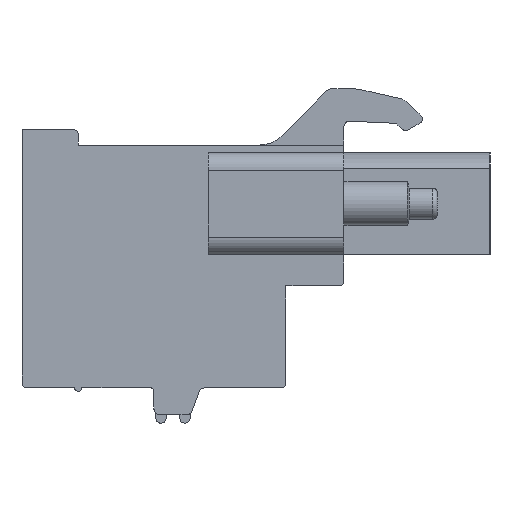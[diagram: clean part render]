
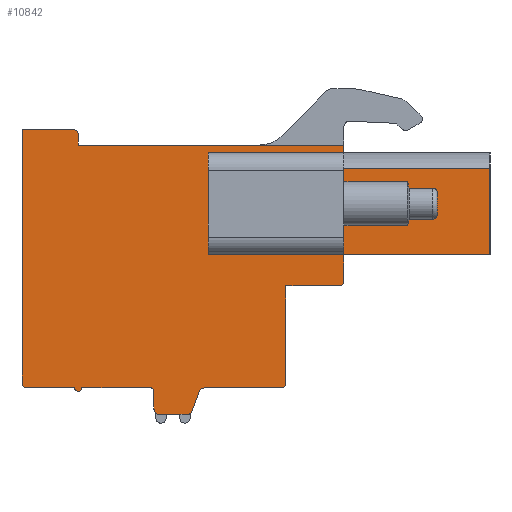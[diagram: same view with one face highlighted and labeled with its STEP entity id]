
A CAD part, left-side view. The second image highlights one B-rep face of the part: STEP entity #10842.
In plain terms, the highlighted planar face has unit normal (-1, 0, 0).
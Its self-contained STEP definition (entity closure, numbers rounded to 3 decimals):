
#1=DIRECTION('',(0.,-1.,0.));
#2=VECTOR('',#1,6.1);
#3=CARTESIAN_POINT('',(0.,2.04,0.73));
#4=LINE('',#3,#2);
#5=DIRECTION('',(0.,0.,1.));
#6=VECTOR('',#5,5.8);
#7=CARTESIAN_POINT('',(0.,-4.06,0.73));
#8=LINE('',#7,#6);
#9=DIRECTION('',(0.,1.,0.));
#10=VECTOR('',#9,6.1);
#11=CARTESIAN_POINT('',(0.,-4.06,6.53));
#12=LINE('',#11,#10);
#13=CARTESIAN_POINT('',(0.,-2.06,-6.54));
#14=DIRECTION('',(1.,0.,0.));
#15=DIRECTION('',(0.,-1.,0.));
#16=AXIS2_PLACEMENT_3D('',#13,#14,#15);
#18=DIRECTION('',(0.,1.,0.));
#19=VECTOR('',#18,4.34);
#20=CARTESIAN_POINT('',(0.,-2.06,-6.84));
#21=LINE('',#20,#19);
#22=CARTESIAN_POINT('',(0.,2.28,-7.14));
#23=DIRECTION('',(-1.,0.,0.));
#24=DIRECTION('',(0.,0.,1.));
#25=AXIS2_PLACEMENT_3D('',#22,#23,#24);
#27=DIRECTION('',(0.,0.345,-0.939));
#28=VECTOR('',#27,1.179);
#29=CARTESIAN_POINT('',(0.,2.562,-7.037));
#30=LINE('',#29,#28);
#31=CARTESIAN_POINT('',(0.,3.25,-8.04));
#32=DIRECTION('',(1.,0.,0.));
#33=DIRECTION('',(0.,-0.939,-0.345));
#34=AXIS2_PLACEMENT_3D('',#31,#32,#33);
#36=DIRECTION('',(0.,1.,0.));
#37=VECTOR('',#36,1.59);
#38=CARTESIAN_POINT('',(0.,3.25,-8.34));
#39=LINE('',#38,#37);
#40=CARTESIAN_POINT('',(0.,4.84,-8.04));
#41=DIRECTION('',(1.,0.,0.));
#42=DIRECTION('',(0.,0.,-1.));
#43=AXIS2_PLACEMENT_3D('',#40,#41,#42);
#45=DIRECTION('',(0.,0.,1.));
#46=VECTOR('',#45,1.);
#47=CARTESIAN_POINT('',(0.,5.14,-8.04));
#48=LINE('',#47,#46);
#49=CARTESIAN_POINT('',(0.,5.34,-7.04));
#50=DIRECTION('',(-1.,0.,0.));
#51=DIRECTION('',(0.,-1.,0.));
#52=AXIS2_PLACEMENT_3D('',#49,#50,#51);
#54=DIRECTION('',(0.,1.,0.));
#55=VECTOR('',#54,3.9);
#56=CARTESIAN_POINT('',(0.,5.34,-6.84));
#57=LINE('',#56,#55);
#58=CARTESIAN_POINT('',(0.,9.44,-6.84));
#59=DIRECTION('',(1.,0.,0.));
#60=DIRECTION('',(0.,-1.,0.));
#61=AXIS2_PLACEMENT_3D('',#58,#59,#60);
#63=DIRECTION('',(0.,1.,0.));
#64=VECTOR('',#63,2.7);
#65=CARTESIAN_POINT('',(0.,9.64,-6.84));
#66=LINE('',#65,#64);
#67=CARTESIAN_POINT('',(0.,12.34,-6.54));
#68=DIRECTION('',(1.,0.,0.));
#69=DIRECTION('',(0.,0.,-1.));
#70=AXIS2_PLACEMENT_3D('',#67,#68,#69);
#72=DIRECTION('',(0.,0.,1.));
#73=VECTOR('',#72,0.5);
#74=CARTESIAN_POINT('',(0.,12.64,-6.54));
#75=LINE('',#74,#73);
#76=DIRECTION('',(0.,0.,1.));
#77=VECTOR('',#76,13.9);
#78=CARTESIAN_POINT('',(0.,12.64,-6.04));
#79=LINE('',#78,#77);
#80=DIRECTION('',(0.,-1.,0.));
#81=VECTOR('',#80,2.9);
#82=CARTESIAN_POINT('',(0.,12.64,7.86));
#83=LINE('',#82,#81);
#84=CARTESIAN_POINT('',(0.,9.74,7.56));
#85=DIRECTION('',(1.,0.,0.));
#86=DIRECTION('',(0.,0.,1.));
#87=AXIS2_PLACEMENT_3D('',#84,#85,#86);
#89=DIRECTION('',(0.,0.,-1.));
#90=VECTOR('',#89,0.6);
#91=CARTESIAN_POINT('',(0.,9.44,7.56));
#92=LINE('',#91,#90);
#93=DIRECTION('',(0.,-1.,0.));
#94=VECTOR('',#93,15.1);
#95=CARTESIAN_POINT('',(0.,9.44,6.96));
#96=LINE('',#95,#94);
#97=DIRECTION('',(0.,0.,-1.));
#98=VECTOR('',#97,1.325);
#99=CARTESIAN_POINT('',(0.,-5.66,6.96));
#100=LINE('',#99,#98);
#101=DIRECTION('',(0.,1.,0.));
#102=VECTOR('',#101,8.3);
#103=CARTESIAN_POINT('',(0.,-13.96,5.635));
#104=LINE('',#103,#102);
#105=DIRECTION('',(0.,1.,0.));
#106=VECTOR('',#105,8.3);
#107=CARTESIAN_POINT('',(0.,-13.96,0.73));
#108=LINE('',#107,#106);
#109=DIRECTION('',(0.,0.,-1.));
#110=VECTOR('',#109,1.47);
#111=CARTESIAN_POINT('',(0.,-5.66,0.73));
#112=LINE('',#111,#110);
#113=CARTESIAN_POINT('',(0.,-5.36,-0.74));
#114=DIRECTION('',(-1.,0.,0.));
#115=DIRECTION('',(0.,0.,-1.));
#116=AXIS2_PLACEMENT_3D('',#113,#114,#115);
#340=DIRECTION('',(0.,0.,1.));
#341=VECTOR('',#340,5.8);
#342=CARTESIAN_POINT('',(0.,2.04,0.73));
#343=LINE('',#342,#341);
#677=DIRECTION('',(0.,-1.,0.));
#678=VECTOR('',#677,3.);
#679=CARTESIAN_POINT('',(0.,-2.36,-1.04));
#680=LINE('',#679,#678);
#1429=DIRECTION('',(0.,0.,1.));
#1430=VECTOR('',#1429,4.905);
#1431=CARTESIAN_POINT('',(0.,-13.96,0.73));
#1432=LINE('',#1431,#1430);
#2697=DIRECTION('',(0.,0.,1.));
#2698=VECTOR('',#2697,5.5);
#2699=CARTESIAN_POINT('',(0.,-2.36,-6.54));
#2700=LINE('',#2699,#2698);
#8215=CARTESIAN_POINT('',(0.,12.34,-6.84));
#8216=CARTESIAN_POINT('',(0.,12.64,-6.54));
#8217=VERTEX_POINT('',#8215);
#8218=VERTEX_POINT('',#8216);
#8219=CARTESIAN_POINT('',(0.,12.64,-6.04));
#8220=VERTEX_POINT('',#8219);
#8221=CARTESIAN_POINT('',(0.,12.64,7.86));
#8222=VERTEX_POINT('',#8221);
#8223=CARTESIAN_POINT('',(0.,9.74,7.86));
#8224=VERTEX_POINT('',#8223);
#8225=CARTESIAN_POINT('',(0.,9.44,7.56));
#8226=VERTEX_POINT('',#8225);
#8227=CARTESIAN_POINT('',(0.,9.44,6.96));
#8228=VERTEX_POINT('',#8227);
#8229=CARTESIAN_POINT('',(0.,-5.66,6.96));
#8230=VERTEX_POINT('',#8229);
#8231=CARTESIAN_POINT('',(0.,-2.36,-6.54));
#8232=CARTESIAN_POINT('',(0.,-2.06,-6.84));
#8233=VERTEX_POINT('',#8231);
#8234=VERTEX_POINT('',#8232);
#8235=CARTESIAN_POINT('',(0.,2.28,-6.84));
#8236=VERTEX_POINT('',#8235);
#8237=CARTESIAN_POINT('',(0.,2.562,-7.037));
#8238=VERTEX_POINT('',#8237);
#8239=CARTESIAN_POINT('',(0.,2.968,-8.143));
#8240=VERTEX_POINT('',#8239);
#8241=CARTESIAN_POINT('',(0.,3.25,-8.34));
#8242=VERTEX_POINT('',#8241);
#8243=CARTESIAN_POINT('',(0.,4.84,-8.34));
#8244=VERTEX_POINT('',#8243);
#8245=CARTESIAN_POINT('',(0.,5.14,-8.04));
#8246=VERTEX_POINT('',#8245);
#8247=CARTESIAN_POINT('',(0.,5.14,-7.04));
#8248=VERTEX_POINT('',#8247);
#8249=CARTESIAN_POINT('',(0.,5.34,-6.84));
#8250=VERTEX_POINT('',#8249);
#8251=CARTESIAN_POINT('',(0.,9.24,-6.84));
#8252=VERTEX_POINT('',#8251);
#8253=CARTESIAN_POINT('',(0.,9.64,-6.84));
#8254=VERTEX_POINT('',#8253);
#8319=CARTESIAN_POINT('',(0.,-13.96,0.73));
#8320=VERTEX_POINT('',#8319);
#8321=CARTESIAN_POINT('',(0.,-5.66,0.73));
#8322=VERTEX_POINT('',#8321);
#8547=CARTESIAN_POINT('',(0.,-13.96,5.635));
#8549=VERTEX_POINT('',#8547);
#10459=CARTESIAN_POINT('',(0.,2.04,0.73));
#10460=CARTESIAN_POINT('',(0.,2.04,6.53));
#10461=VERTEX_POINT('',#10459);
#10462=VERTEX_POINT('',#10460);
#10467=CARTESIAN_POINT('',(0.,-4.06,0.73));
#10469=VERTEX_POINT('',#10467);
#10471=CARTESIAN_POINT('',(0.,-4.06,6.53));
#10473=VERTEX_POINT('',#10471);
#10475=CARTESIAN_POINT('',(0.,-5.66,5.635));
#10476=VERTEX_POINT('',#10475);
#10623=CARTESIAN_POINT('',(0.,-5.36,-1.04));
#10624=CARTESIAN_POINT('',(0.,-5.66,-0.74));
#10625=VERTEX_POINT('',#10623);
#10626=VERTEX_POINT('',#10624);
#10627=CARTESIAN_POINT('',(0.,-2.36,-1.04));
#10628=VERTEX_POINT('',#10627);
#10771=CARTESIAN_POINT('',(0.,0.,0.));
#10772=DIRECTION('',(1.,0.,0.));
#10773=DIRECTION('',(0.,-1.,0.));
#10774=AXIS2_PLACEMENT_3D('',#10771,#10772,#10773);
#10775=PLANE('',#10774);
#10777=ORIENTED_EDGE('',*,*,#10776,.F.);
#10779=ORIENTED_EDGE('',*,*,#10778,.F.);
#10781=ORIENTED_EDGE('',*,*,#10780,.T.);
#10783=ORIENTED_EDGE('',*,*,#10782,.T.);
#10785=ORIENTED_EDGE('',*,*,#10784,.T.);
#10787=ORIENTED_EDGE('',*,*,#10786,.T.);
#10789=ORIENTED_EDGE('',*,*,#10788,.T.);
#10791=ORIENTED_EDGE('',*,*,#10790,.T.);
#10793=ORIENTED_EDGE('',*,*,#10792,.T.);
#10795=ORIENTED_EDGE('',*,*,#10794,.T.);
#10797=ORIENTED_EDGE('',*,*,#10796,.T.);
#10799=ORIENTED_EDGE('',*,*,#10798,.T.);
#10801=ORIENTED_EDGE('',*,*,#10800,.T.);
#10803=ORIENTED_EDGE('',*,*,#10802,.T.);
#10805=ORIENTED_EDGE('',*,*,#10804,.T.);
#10807=ORIENTED_EDGE('',*,*,#10806,.T.);
#10809=ORIENTED_EDGE('',*,*,#10808,.T.);
#10811=ORIENTED_EDGE('',*,*,#10810,.T.);
#10813=ORIENTED_EDGE('',*,*,#10812,.T.);
#10815=ORIENTED_EDGE('',*,*,#10814,.T.);
#10817=ORIENTED_EDGE('',*,*,#10816,.T.);
#10819=ORIENTED_EDGE('',*,*,#10818,.T.);
#10821=ORIENTED_EDGE('',*,*,#10820,.F.);
#10823=ORIENTED_EDGE('',*,*,#10822,.F.);
#10825=ORIENTED_EDGE('',*,*,#10824,.T.);
#10827=ORIENTED_EDGE('',*,*,#10826,.T.);
#10829=ORIENTED_EDGE('',*,*,#10828,.F.);
#10830=EDGE_LOOP('',(#10777,#10779,#10781,#10783,#10785,#10787,#10789,#10791,
#10793,#10795,#10797,#10799,#10801,#10803,#10805,#10807,#10809,#10811,#10813,
#10815,#10817,#10819,#10821,#10823,#10825,#10827,#10829));
#10831=FACE_OUTER_BOUND('',#10830,.F.);
#10833=ORIENTED_EDGE('',*,*,#10832,.T.);
#10835=ORIENTED_EDGE('',*,*,#10834,.T.);
#10837=ORIENTED_EDGE('',*,*,#10836,.T.);
#10839=ORIENTED_EDGE('',*,*,#10838,.F.);
#10840=EDGE_LOOP('',(#10833,#10835,#10837,#10839));
#10841=FACE_BOUND('',#10840,.F.);
#10842=ADVANCED_FACE('',(#10831,#10841),#10775,.F.);
#17=CIRCLE('',#16,0.3);
#26=CIRCLE('',#25,0.3);
#35=CIRCLE('',#34,0.3);
#44=CIRCLE('',#43,0.3);
#53=CIRCLE('',#52,0.2);
#62=CIRCLE('',#61,0.2);
#71=CIRCLE('',#70,0.3);
#88=CIRCLE('',#87,0.3);
#117=CIRCLE('',#116,0.3);
#10776=EDGE_CURVE('',#10628,#10625,#680,.T.);
#10778=EDGE_CURVE('',#8233,#10628,#2700,.T.);
#10780=EDGE_CURVE('',#8233,#8234,#17,.T.);
#10782=EDGE_CURVE('',#8234,#8236,#21,.T.);
#10784=EDGE_CURVE('',#8236,#8238,#26,.T.);
#10786=EDGE_CURVE('',#8238,#8240,#30,.T.);
#10788=EDGE_CURVE('',#8240,#8242,#35,.T.);
#10790=EDGE_CURVE('',#8242,#8244,#39,.T.);
#10792=EDGE_CURVE('',#8244,#8246,#44,.T.);
#10794=EDGE_CURVE('',#8246,#8248,#48,.T.);
#10796=EDGE_CURVE('',#8248,#8250,#53,.T.);
#10798=EDGE_CURVE('',#8250,#8252,#57,.T.);
#10800=EDGE_CURVE('',#8252,#8254,#62,.T.);
#10802=EDGE_CURVE('',#8254,#8217,#66,.T.);
#10804=EDGE_CURVE('',#8217,#8218,#71,.T.);
#10806=EDGE_CURVE('',#8218,#8220,#75,.T.);
#10808=EDGE_CURVE('',#8220,#8222,#79,.T.);
#10810=EDGE_CURVE('',#8222,#8224,#83,.T.);
#10812=EDGE_CURVE('',#8224,#8226,#88,.T.);
#10814=EDGE_CURVE('',#8226,#8228,#92,.T.);
#10816=EDGE_CURVE('',#8228,#8230,#96,.T.);
#10818=EDGE_CURVE('',#8230,#10476,#100,.T.);
#10820=EDGE_CURVE('',#8549,#10476,#104,.T.);
#10822=EDGE_CURVE('',#8320,#8549,#1432,.T.);
#10824=EDGE_CURVE('',#8320,#8322,#108,.T.);
#10826=EDGE_CURVE('',#8322,#10626,#112,.T.);
#10828=EDGE_CURVE('',#10625,#10626,#117,.T.);
#10832=EDGE_CURVE('',#10461,#10469,#4,.T.);
#10834=EDGE_CURVE('',#10469,#10473,#8,.T.);
#10836=EDGE_CURVE('',#10473,#10462,#12,.T.);
#10838=EDGE_CURVE('',#10461,#10462,#343,.T.);
